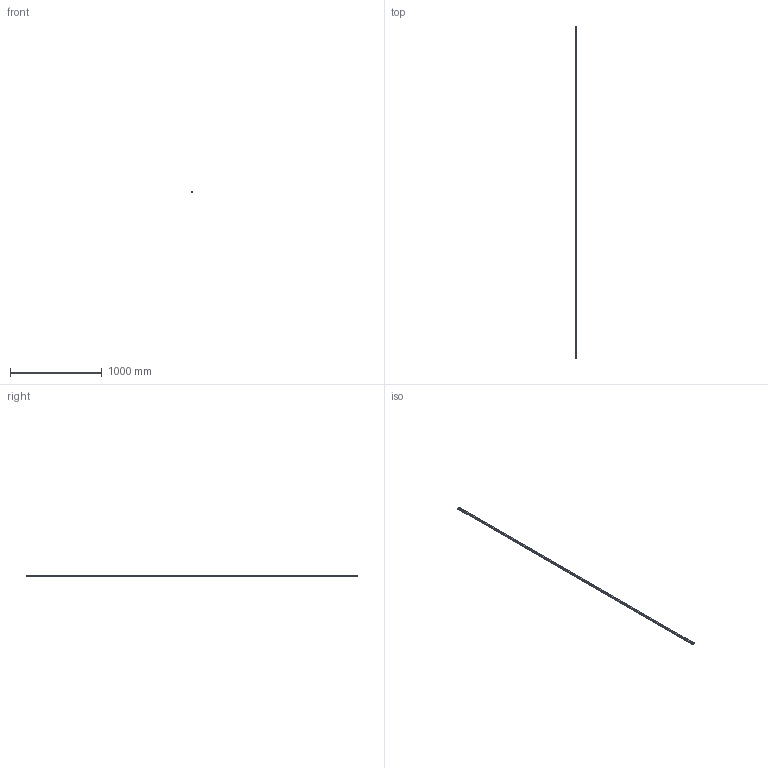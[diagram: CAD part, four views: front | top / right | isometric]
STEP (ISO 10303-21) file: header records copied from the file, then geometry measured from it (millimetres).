
FILE_DESCRIPTION(('STEP AP214'),'1');
FILE_NAME('cctmp_6EF035DF-1DA8-4C0E-8398-37564878ECA0_2021_01_22_14_11_56_0579..stp','2021-01-22T13:11:56',('HIWIN GmbH'),('CADClick - www.CADClick.com'),'Spatial InterOp 3D',' ','unknown authorization');
FILE_SCHEMA(('AUTOMOTIVE_DESIGN'));
Length unit declared in the file: millimetre
Products named in the file (1): HGR20T3610C_FILE
Bounding box: 20 x 3610 x 17.5 mm (x, y, z)
Volume: 1066257.9 mm3; surface area: 287562 mm2
Topology: 1 solids, 1 shells, 347 faces, 903 edges, 502 vertices
Faces by surface type: cylinder 142, cone 120, plane 85
Entity records: 12481 total; most frequent: DIRECTION 1763, CARTESIAN_POINT 1633, ORIENTED_EDGE 1566, EDGE_CURVE 783, AXIS2_PLACEMENT_3D 632, VERTEX_POINT 502, LINE 499, VECTOR 499
